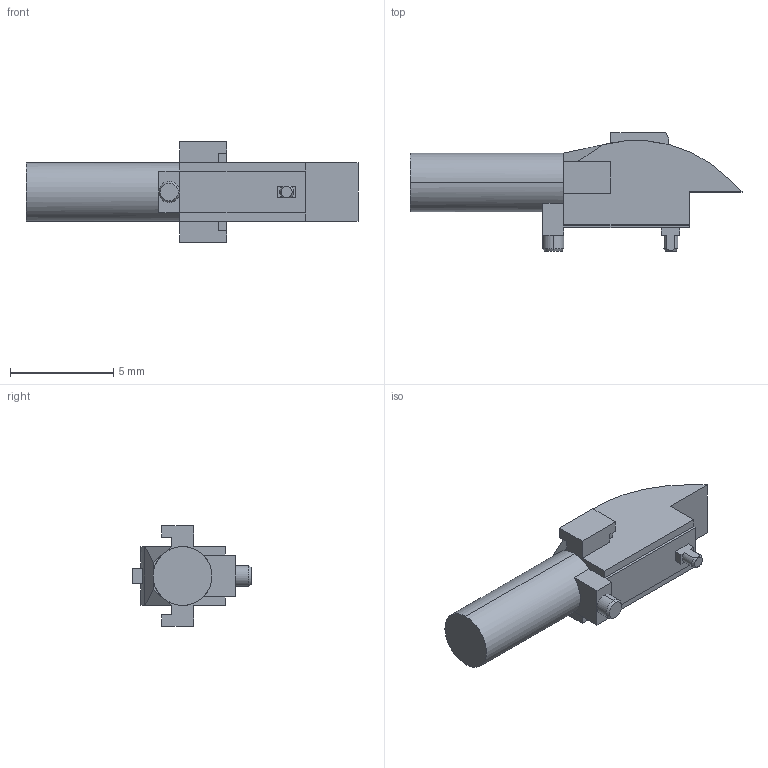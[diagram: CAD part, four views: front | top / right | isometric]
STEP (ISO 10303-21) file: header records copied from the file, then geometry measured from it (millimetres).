
FILE_DESCRIPTION (( 'STEP AP203' ), '1' );
FILE_NAME ('7520A10.STEP', '2016-06-29T21:56:19', ( '' ), ( '' ), 'SwSTEP 2.0', 'SolidWorks 2014', '' );
FILE_SCHEMA (( 'CONFIG_CONTROL_DESIGN' ));
Length unit declared in the file: inch
Products named in the file (1): 7520A10
Bounding box: 16.08 x 5.74 x 4.88 mm (x, y, z)
Volume: 134.2 mm3; surface area: 218.2 mm2
Topology: 1 solids, 1 shells, 69 faces, 186 edges, 121 vertices
Faces by surface type: plane 58, cylinder 7, cone 4
Entity records: 2226 total; most frequent: CARTESIAN_POINT 397, ORIENTED_EDGE 372, DIRECTION 349, EDGE_CURVE 186, VECTOR 155, LINE 155, VERTEX_POINT 121, AXIS2_PLACEMENT_3D 97
